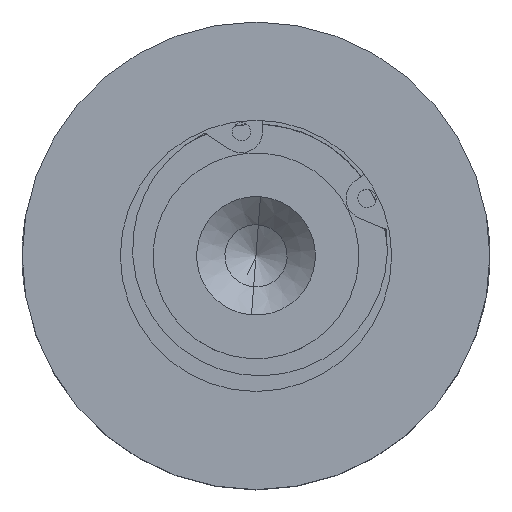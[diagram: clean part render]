
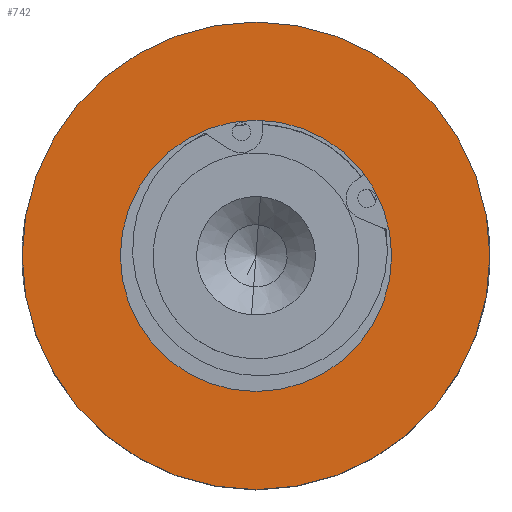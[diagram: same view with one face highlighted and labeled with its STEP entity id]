
A CAD part, top view. The second image highlights one B-rep face of the part: STEP entity #742.
In plain terms, the highlighted planar face has unit normal (0, 0, 1).
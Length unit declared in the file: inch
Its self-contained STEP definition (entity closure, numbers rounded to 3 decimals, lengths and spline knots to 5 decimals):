
#24 = CIRCLE ( 'NONE', #6379, 1. ) ;
#110 = ORIENTED_EDGE ( 'NONE', *, *, #3820, .T. ) ;
#317 = EDGE_CURVE ( 'NONE', #3557, #4701, #586, .T. ) ;
#357 = CARTESIAN_POINT ( 'NONE',  ( 0., 0., 0. ) ) ;
#461 = DIRECTION ( 'NONE',  ( 1., 0., 0. ) ) ;
#586 = CIRCLE ( 'NONE', #2470, 1. ) ;
#643 = AXIS2_PLACEMENT_3D ( 'NONE', #6097, #3622, #4114 ) ;
#742 = ADVANCED_FACE ( 'NONE', ( #6012, #5853 ), #5961, .T. ) ;
#1041 = ORIENTED_EDGE ( 'NONE', *, *, #317, .T. ) ;
#1209 = CIRCLE ( 'NONE', #4373, 0.58 ) ;
#1324 = AXIS2_PLACEMENT_3D ( 'NONE', #4928, #3438, #4484 ) ;
#1329 = CARTESIAN_POINT ( 'NONE',  ( -1., 0., 0. ) ) ;
#1477 = CARTESIAN_POINT ( 'NONE',  ( 0., 0., 0. ) ) ;
#1635 = VERTEX_POINT ( 'NONE', #1861 ) ;
#1778 = DIRECTION ( 'NONE',  ( 1., 0., 0. ) ) ;
#1861 = CARTESIAN_POINT ( 'NONE',  ( -0.58, 0., 0. ) ) ;
#1976 = DIRECTION ( 'NONE',  ( 1., 0., 0. ) ) ;
#2468 = EDGE_LOOP ( 'NONE', ( #2836, #6296 ) ) ;
#2470 = AXIS2_PLACEMENT_3D ( 'NONE', #1477, #3931, #1976 ) ;
#2491 = CARTESIAN_POINT ( 'NONE',  ( 1., 0., 0. ) ) ;
#2776 = EDGE_LOOP ( 'NONE', ( #110, #1041 ) ) ;
#2836 = ORIENTED_EDGE ( 'NONE', *, *, #6234, .F. ) ;
#3438 = DIRECTION ( 'NONE',  ( 0., 0., 1. ) ) ;
#3528 = EDGE_CURVE ( 'NONE', #1635, #5597, #1209, .T. ) ;
#3557 = VERTEX_POINT ( 'NONE', #1329 ) ;
#3622 = DIRECTION ( 'NONE',  ( 0., 0., 1. ) ) ;
#3820 = EDGE_CURVE ( 'NONE', #4701, #3557, #24, .T. ) ;
#3931 = DIRECTION ( 'NONE',  ( 0., 0., 1. ) ) ;
#4114 = DIRECTION ( 'NONE',  ( 1., 0., 0. ) ) ;
#4319 = DIRECTION ( 'NONE',  ( 0., 0., 1. ) ) ;
#4373 = AXIS2_PLACEMENT_3D ( 'NONE', #357, #4319, #1778 ) ;
#4438 = DIRECTION ( 'NONE',  ( 0., 0., 1. ) ) ;
#4484 = DIRECTION ( 'NONE',  ( 1., 0., 0. ) ) ;
#4701 = VERTEX_POINT ( 'NONE', #2491 ) ;
#4878 = CARTESIAN_POINT ( 'NONE',  ( 0., 0., 0. ) ) ;
#4928 = CARTESIAN_POINT ( 'NONE',  ( 0., 0., 0. ) ) ;
#5597 = VERTEX_POINT ( 'NONE', #6069 ) ;
#5853 = FACE_OUTER_BOUND ( 'NONE', #2776, .T. ) ;
#5961 = PLANE ( 'NONE',  #1324 ) ;
#6012 = FACE_BOUND ( 'NONE', #2468, .T. ) ;
#6064 = CIRCLE ( 'NONE', #643, 0.58 ) ;
#6069 = CARTESIAN_POINT ( 'NONE',  ( 0.58, 0., 0. ) ) ;
#6097 = CARTESIAN_POINT ( 'NONE',  ( 0., 0., 0. ) ) ;
#6234 = EDGE_CURVE ( 'NONE', #5597, #1635, #6064, .T. ) ;
#6296 = ORIENTED_EDGE ( 'NONE', *, *, #3528, .F. ) ;
#6379 = AXIS2_PLACEMENT_3D ( 'NONE', #4878, #4438, #461 ) ;
